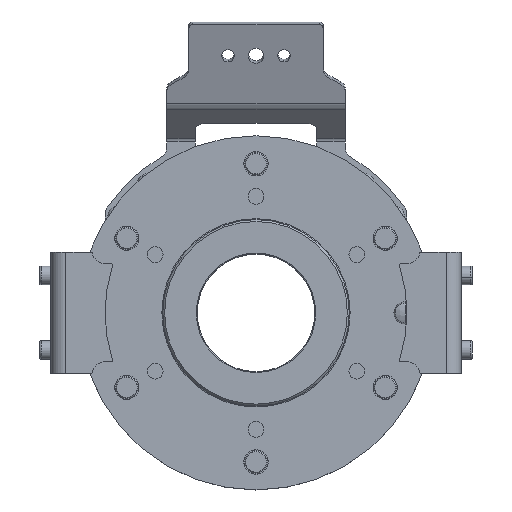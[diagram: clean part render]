
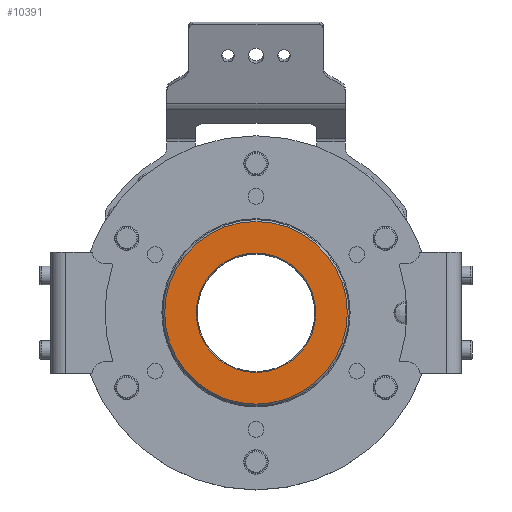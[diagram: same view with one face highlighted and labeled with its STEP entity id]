
A CAD part, top view. The second image highlights one B-rep face of the part: STEP entity #10391.
In plain terms, the highlighted planar face has unit normal (0, 0, 1).
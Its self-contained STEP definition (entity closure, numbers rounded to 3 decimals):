
#186 = CIRCLE ( 'NONE', #13409, 49. ) ;
#1112 = FACE_OUTER_BOUND ( 'NONE', #4286, .T. ) ;
#1457 = DIRECTION ( 'NONE',  ( 0., 0., -1. ) ) ;
#2129 = CIRCLE ( 'NONE', #10235, 32. ) ;
#2334 = VERTEX_POINT ( 'NONE', #3985 ) ;
#2699 = ORIENTED_EDGE ( 'NONE', *, *, #8170, .T. ) ;
#2872 = CARTESIAN_POINT ( 'NONE',  ( 1910., 0., 1839. ) ) ;
#3806 = VERTEX_POINT ( 'NONE', #9455 ) ;
#3888 = ORIENTED_EDGE ( 'NONE', *, *, #8331, .T. ) ;
#3985 = CARTESIAN_POINT ( 'NONE',  ( 1959., 0., 1839. ) ) ;
#4189 = PLANE ( 'NONE',  #8311 ) ;
#4286 = EDGE_LOOP ( 'NONE', ( #8101, #2699 ) ) ;
#4665 = VERTEX_POINT ( 'NONE', #7726 ) ;
#5338 = CARTESIAN_POINT ( 'NONE',  ( 1910., 0., 1839. ) ) ;
#5605 = DIRECTION ( 'NONE',  ( 1., 0., 0. ) ) ;
#5625 = DIRECTION ( 'NONE',  ( 0., 0., -1. ) ) ;
#7415 = CARTESIAN_POINT ( 'NONE',  ( 1910., 0., 1839. ) ) ;
#7668 = AXIS2_PLACEMENT_3D ( 'NONE', #2872, #1457, #5605 ) ;
#7726 = CARTESIAN_POINT ( 'NONE',  ( 1861., 0., 1839. ) ) ;
#8101 = ORIENTED_EDGE ( 'NONE', *, *, #8445, .T. ) ;
#8170 = EDGE_CURVE ( 'NONE', #2334, #4665, #186, .T. ) ;
#8311 = AXIS2_PLACEMENT_3D ( 'NONE', #5338, #17002, #14089 ) ;
#8331 = EDGE_CURVE ( 'NONE', #3806, #14808, #18231, .T. ) ;
#8445 = EDGE_CURVE ( 'NONE', #4665, #2334, #17875, .T. ) ;
#9455 = CARTESIAN_POINT ( 'NONE',  ( 1878., 0., 1839. ) ) ;
#10235 = AXIS2_PLACEMENT_3D ( 'NONE', #7415, #5625, #14453 ) ;
#10391 = ADVANCED_FACE ( 'NONE', ( #1112, #12867 ), #4189, .T. ) ;
#10702 = CARTESIAN_POINT ( 'NONE',  ( 1910., 0., 1839. ) ) ;
#10977 = DIRECTION ( 'NONE',  ( 1., 0., 0. ) ) ;
#11348 = DIRECTION ( 'NONE',  ( 0., 0., 1. ) ) ;
#12542 = EDGE_LOOP ( 'NONE', ( #15900, #3888 ) ) ;
#12867 = FACE_BOUND ( 'NONE', #12542, .T. ) ;
#13409 = AXIS2_PLACEMENT_3D ( 'NONE', #10702, #16710, #10977 ) ;
#13658 = AXIS2_PLACEMENT_3D ( 'NONE', #18509, #11348, #17083 ) ;
#14089 = DIRECTION ( 'NONE',  ( 1., 0., 0. ) ) ;
#14453 = DIRECTION ( 'NONE',  ( 1., 0., 0. ) ) ;
#14808 = VERTEX_POINT ( 'NONE', #16168 ) ;
#14990 = EDGE_CURVE ( 'NONE', #14808, #3806, #2129, .T. ) ;
#15900 = ORIENTED_EDGE ( 'NONE', *, *, #14990, .T. ) ;
#16168 = CARTESIAN_POINT ( 'NONE',  ( 1942., 0., 1839. ) ) ;
#16710 = DIRECTION ( 'NONE',  ( 0., 0., 1. ) ) ;
#17002 = DIRECTION ( 'NONE',  ( 0., 0., 1. ) ) ;
#17083 = DIRECTION ( 'NONE',  ( 1., 0., 0. ) ) ;
#17875 = CIRCLE ( 'NONE', #13658, 49. ) ;
#18231 = CIRCLE ( 'NONE', #7668, 32. ) ;
#18509 = CARTESIAN_POINT ( 'NONE',  ( 1910., 0., 1839. ) ) ;
